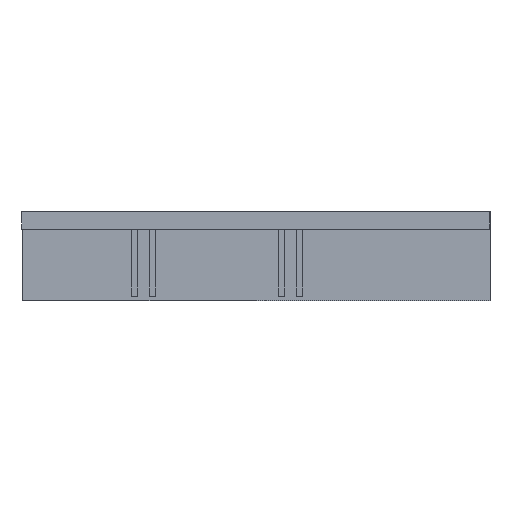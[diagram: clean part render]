
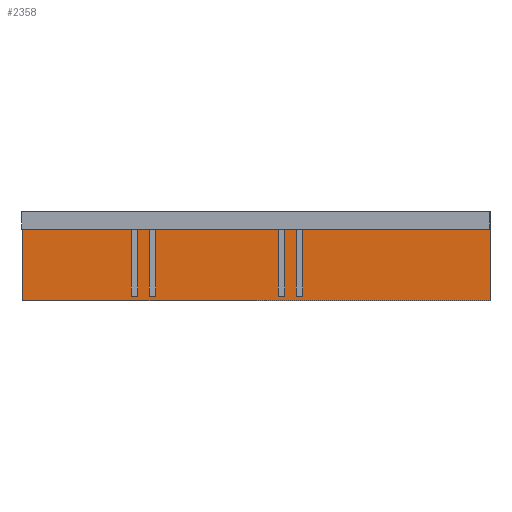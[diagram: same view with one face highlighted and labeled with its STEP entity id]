
A CAD part, left-side view. The second image highlights one B-rep face of the part: STEP entity #2358.
In plain terms, the highlighted planar face has unit normal (-1, 0, 0).
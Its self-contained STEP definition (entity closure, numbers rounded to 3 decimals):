
#72=PLANE('',#2538);
#176=FACE_OUTER_BOUND('',#335,.T.);
#335=EDGE_LOOP('',(#1785,#1786,#1787,#1788));
#498=LINE('',#3446,#760);
#569=LINE('',#3631,#831);
#570=LINE('',#3633,#832);
#571=LINE('',#3634,#833);
#760=VECTOR('',#2764,10.);
#831=VECTOR('',#2887,10.);
#832=VECTOR('',#2890,10.);
#833=VECTOR('',#2891,10.);
#1097=VERTEX_POINT('',#3444);
#1098=VERTEX_POINT('',#3445);
#1183=VERTEX_POINT('',#3624);
#1186=VERTEX_POINT('',#3629);
#1330=EDGE_CURVE('',#1097,#1098,#498,.T.);
#1423=EDGE_CURVE('',#1186,#1183,#569,.T.);
#1424=EDGE_CURVE('',#1097,#1183,#570,.T.);
#1425=EDGE_CURVE('',#1098,#1186,#571,.T.);
#1785=ORIENTED_EDGE('',*,*,#1424,.T.);
#1786=ORIENTED_EDGE('',*,*,#1423,.F.);
#1787=ORIENTED_EDGE('',*,*,#1425,.F.);
#1788=ORIENTED_EDGE('',*,*,#1330,.F.);
#2358=ADVANCED_FACE('',(#176),#72,.T.);
#2538=AXIS2_PLACEMENT_3D('',#3632,#2888,#2889);
#2764=DIRECTION('',(0.,-1.,0.));
#2887=DIRECTION('',(0.,1.,0.));
#2888=DIRECTION('center_axis',(-1.,0.,0.));
#2889=DIRECTION('ref_axis',(0.,0.,-1.));
#2890=DIRECTION('',(0.,0.,-1.));
#2891=DIRECTION('',(0.,0.,-1.));
#3444=CARTESIAN_POINT('',(78.7,105.,56.));
#3445=CARTESIAN_POINT('',(78.7,0.,56.));
#3446=CARTESIAN_POINT('',(78.7,102.5,56.));
#3624=CARTESIAN_POINT('',(78.7,105.,40.));
#3629=CARTESIAN_POINT('',(78.7,0.,40.));
#3631=CARTESIAN_POINT('',(78.7,105.,40.));
#3632=CARTESIAN_POINT('Origin',(78.7,105.,56.));
#3633=CARTESIAN_POINT('',(78.7,105.,56.));
#3634=CARTESIAN_POINT('',(78.7,0.,56.));
